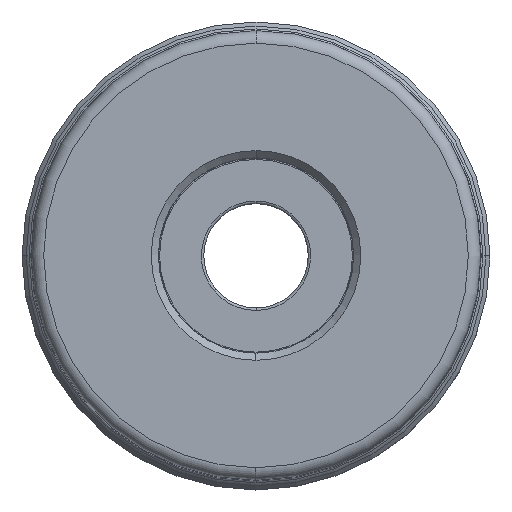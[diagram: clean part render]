
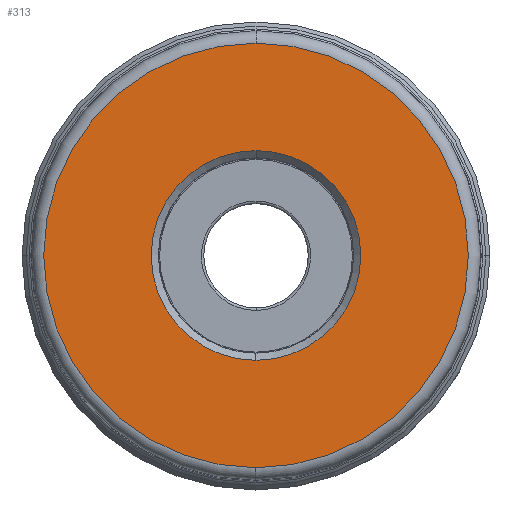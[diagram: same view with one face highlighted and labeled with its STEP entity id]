
A CAD part, top view. The second image highlights one B-rep face of the part: STEP entity #313.
In plain terms, the highlighted planar face has unit normal (0, 0, 1).
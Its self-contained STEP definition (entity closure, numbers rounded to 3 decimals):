
#313=ADVANCED_FACE('',(#369,#370),#359,.F.);
#359=PLANE('',#1441);
#369=FACE_BOUND('',#421,.T.);
#370=FACE_BOUND('',#422,.T.);
#421=EDGE_LOOP('',(#630,#631,#632,#633));
#422=EDGE_LOOP('',(#634,#635));
#630=ORIENTED_EDGE('',*,*,#1032,.T.);
#631=ORIENTED_EDGE('',*,*,#1031,.F.);
#632=ORIENTED_EDGE('',*,*,#1033,.T.);
#633=ORIENTED_EDGE('',*,*,#1034,.F.);
#634=ORIENTED_EDGE('',*,*,#1035,.F.);
#635=ORIENTED_EDGE('',*,*,#1036,.F.);
#884=VERTEX_POINT('',#2241);
#885=VERTEX_POINT('',#2243);
#886=VERTEX_POINT('',#2245);
#887=VERTEX_POINT('',#2249);
#888=VERTEX_POINT('',#2252);
#889=VERTEX_POINT('',#2253);
#1031=EDGE_CURVE('',#885,#886,#1195,.T.);
#1032=EDGE_CURVE('',#884,#886,#1196,.T.);
#1033=EDGE_CURVE('',#885,#887,#1197,.T.);
#1034=EDGE_CURVE('',#884,#887,#1198,.T.);
#1035=EDGE_CURVE('',#888,#889,#1199,.T.);
#1036=EDGE_CURVE('',#889,#888,#1200,.T.);
#1195=CIRCLE('',#1434,34.575);
#1196=CIRCLE('',#1435,34.575);
#1197=CIRCLE('',#1437,34.575);
#1198=CIRCLE('',#1438,34.575);
#1199=CIRCLE('',#1439,17.075);
#1200=CIRCLE('',#1440,17.075);
#1434=AXIS2_PLACEMENT_3D('',#2244,#1797,#1798);
#1435=AXIS2_PLACEMENT_3D('',#2246,#1799,#1800);
#1437=AXIS2_PLACEMENT_3D('',#2248,#1803,#1804);
#1438=AXIS2_PLACEMENT_3D('',#2250,#1805,#1806);
#1439=AXIS2_PLACEMENT_3D('',#2251,#1807,#1808);
#1440=AXIS2_PLACEMENT_3D('',#2254,#1809,#1810);
#1441=AXIS2_PLACEMENT_3D('',#2255,#1811,#1812);
#1797=DIRECTION('',(0.,0.,-1.));
#1798=DIRECTION('',(-0.001,-1.,0.));
#1799=DIRECTION('',(0.,0.,1.));
#1800=DIRECTION('',(-0.001,-1.,0.));
#1803=DIRECTION('',(0.,0.,1.));
#1804=DIRECTION('',(0.001,1.,0.));
#1805=DIRECTION('',(0.,0.,-1.));
#1806=DIRECTION('',(0.001,1.,0.));
#1807=DIRECTION('',(0.,0.,1.));
#1808=DIRECTION('',(0.,-1.,0.));
#1809=DIRECTION('',(0.,0.,1.));
#1810=DIRECTION('',(0.,1.,0.));
#1811=DIRECTION('',(0.,0.,-1.));
#1812=DIRECTION('',(0.,-1.,0.));
#2241=CARTESIAN_POINT('',(0.,34.575,0.));
#2243=CARTESIAN_POINT('',(0.,-34.575,0.));
#2244=CARTESIAN_POINT('',(0.,0.,0.));
#2245=CARTESIAN_POINT('',(-0.021,-34.575,0.));
#2246=CARTESIAN_POINT('',(0.,0.,0.));
#2248=CARTESIAN_POINT('',(0.,0.,0.));
#2249=CARTESIAN_POINT('',(0.021,34.575,0.));
#2250=CARTESIAN_POINT('',(0.,0.,0.));
#2251=CARTESIAN_POINT('',(0.,0.,0.));
#2252=CARTESIAN_POINT('',(0.,-17.075,0.));
#2253=CARTESIAN_POINT('',(0.,17.075,0.));
#2254=CARTESIAN_POINT('',(0.,0.,0.));
#2255=CARTESIAN_POINT('',(0.,0.,0.));
